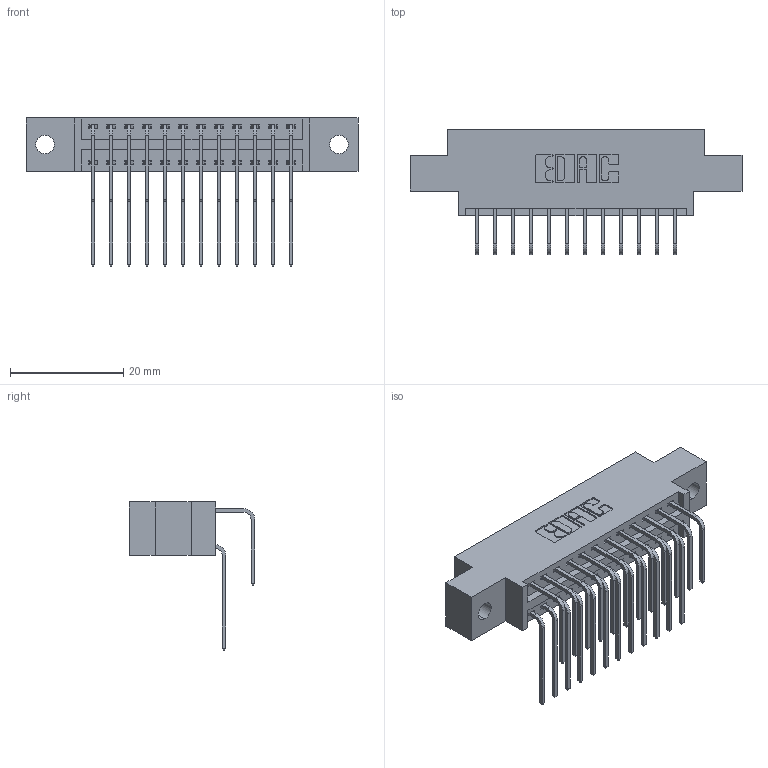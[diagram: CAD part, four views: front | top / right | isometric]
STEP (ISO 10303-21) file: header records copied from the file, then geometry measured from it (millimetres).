
FILE_DESCRIPTION (( 'STEP AP203' ), '1' );
FILE_NAME ('396-024-558-802.STEP', '2018-09-01T15:12:18', ( '' ), ( '' ), 'SwSTEP 2.0', 'SolidWorks 2016', '' );
FILE_SCHEMA (( 'CONFIG_CONTROL_DESIGN' ));
Length unit declared in the file: inch
Products named in the file (4): 346 Part_0.170 Offset - 0.128 Dia; 345-292-001_558 559 Tail - 1; 345-292-001_558 Tail - 2; 396-024-558-802
Assembly tree (25 placements, depth 2):
  396-024-558-802
    346 Part_0.170 Offset - 0.128 Dia
    345-292-001_558 559 Tail - 1  x12
    345-292-001_558 Tail - 2  x12
Bounding box: 58.67 x 22.16 x 26.16 mm (x, y, z)
Volume: 5435.6 mm3; surface area: 7574.6 mm2
Topology: 25 solids, 25 shells, 1422 faces, 4205 edges, 2770 vertices
Faces by surface type: plane 968, cylinder 454
Entity records: 13789 total; most frequent: CARTESIAN_POINT 2367, ORIENTED_EDGE 2250, DIRECTION 2109, EDGE_CURVE 1125, VECTOR 905, LINE 905, VERTEX_POINT 746, AXIS2_PLACEMENT_3D 602
